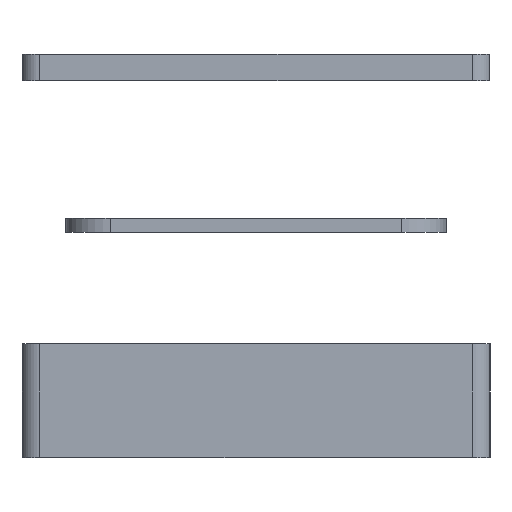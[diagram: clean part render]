
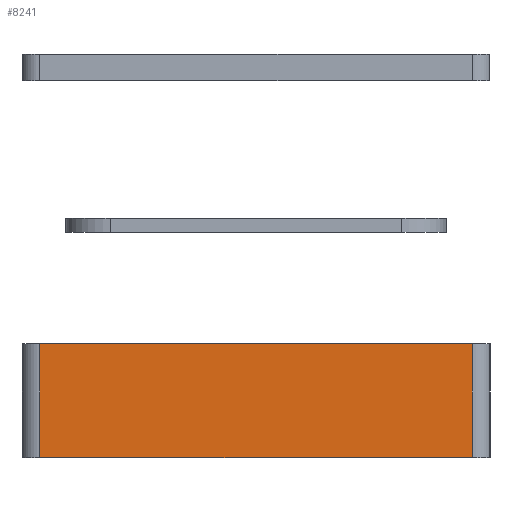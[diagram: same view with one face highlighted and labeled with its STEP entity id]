
A CAD part, left-side view. The second image highlights one B-rep face of the part: STEP entity #8241.
In plain terms, the highlighted planar face has unit normal (-1, 0, 0).
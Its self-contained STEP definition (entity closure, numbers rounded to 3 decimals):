
#670=PLANE('',#8866);
#939=FACE_OUTER_BOUND('',#1517,.T.);
#1517=EDGE_LOOP('',(#6129,#6130,#6131,#6132));
#2297=LINE('',#11588,#2971);
#2298=LINE('',#11590,#2972);
#2299=LINE('',#11592,#2973);
#2300=LINE('',#11593,#2974);
#2971=VECTOR('',#9842,10.);
#2972=VECTOR('',#9843,10.);
#2973=VECTOR('',#9844,10.);
#2974=VECTOR('',#9845,10.);
#3712=VERTEX_POINT('',#11586);
#3713=VERTEX_POINT('',#11587);
#3714=VERTEX_POINT('',#11589);
#3715=VERTEX_POINT('',#11591);
#4629=EDGE_CURVE('',#3712,#3713,#2297,.T.);
#4630=EDGE_CURVE('',#3713,#3714,#2298,.T.);
#4631=EDGE_CURVE('',#3715,#3714,#2299,.T.);
#4632=EDGE_CURVE('',#3712,#3715,#2300,.T.);
#6129=ORIENTED_EDGE('',*,*,#4629,.T.);
#6130=ORIENTED_EDGE('',*,*,#4630,.T.);
#6131=ORIENTED_EDGE('',*,*,#4631,.F.);
#6132=ORIENTED_EDGE('',*,*,#4632,.F.);
#8241=ADVANCED_FACE('',(#939),#670,.T.);
#8866=AXIS2_PLACEMENT_3D('',#11585,#9840,#9841);
#9840=DIRECTION('center_axis',(-1.,0.,0.));
#9841=DIRECTION('ref_axis',(0.,-1.,0.));
#9842=DIRECTION('',(0.,-1.,0.));
#9843=DIRECTION('',(0.,0.,1.));
#9844=DIRECTION('',(0.,-1.,0.));
#9845=DIRECTION('',(0.,0.,1.));
#11585=CARTESIAN_POINT('Origin',(-5.,46.4,0.));
#11586=CARTESIAN_POINT('',(-5.,46.4,0.));
#11587=CARTESIAN_POINT('',(-5.,-3.,0.));
#11588=CARTESIAN_POINT('',(-5.,46.4,0.));
#11589=CARTESIAN_POINT('',(-5.,-3.,13.));
#11590=CARTESIAN_POINT('',(-5.,-3.,0.));
#11591=CARTESIAN_POINT('',(-5.,46.4,13.));
#11592=CARTESIAN_POINT('',(-5.,46.4,13.));
#11593=CARTESIAN_POINT('',(-5.,46.4,0.));
